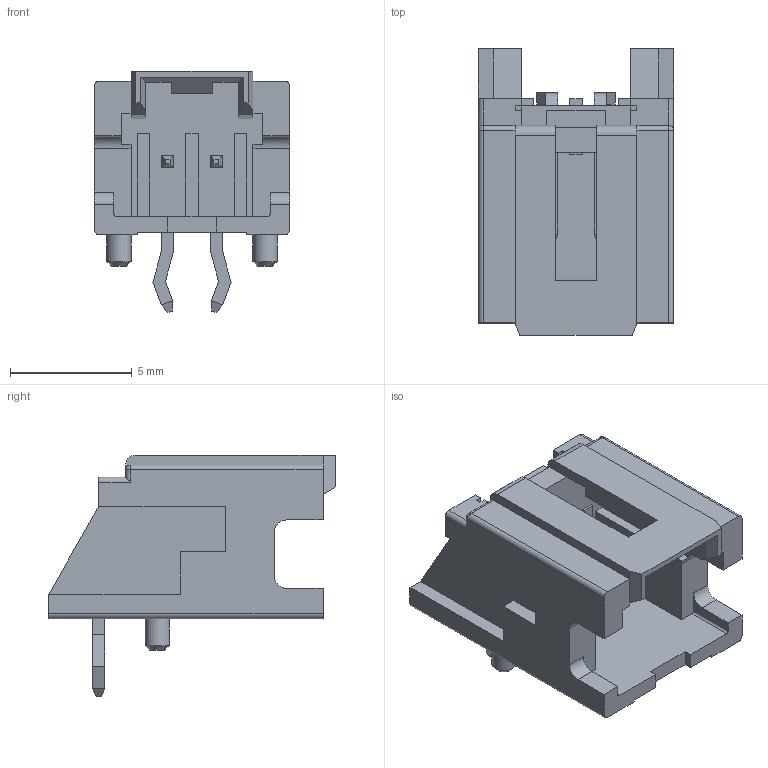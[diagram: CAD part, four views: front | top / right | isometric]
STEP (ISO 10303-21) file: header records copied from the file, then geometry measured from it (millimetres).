
FILE_DESCRIPTION(/* description */ (''),/* implementation_level */ '2;1');
FILE_NAME(/* name */ 'Molex - 559350210.step',/* time_stamp */ '2020-07-14T22:15:12+01:00',/* author */ (''),/* organization */ (''),/* preprocessor_version */ 'ST-DEVELOPER v18.1',/* originating_system */ 'Autodesk Translation Framework v9.3.0.1241',/* authorisation */ '');
FILE_SCHEMA (('AUTOMOTIVE_DESIGN { 1 0 10303 214 3 1 1 }'));
Length unit declared in the file: millimetre
Products named in the file (1): Molex - 559350210
Bounding box: 8 x 11.75 x 9.9 mm (x, y, z)
Volume: 250.6 mm3; surface area: 619 mm2
Topology: 1 solids, 1 shells, 203 faces, 546 edges, 350 vertices
Faces by surface type: plane 175, cylinder 24, sphere 2, cone 2
Full cylindrical faces by diameter (mm): 1 x2
Entity records: 6314 total; most frequent: CARTESIAN_POINT 1100, ORIENTED_EDGE 1092, DIRECTION 1006, EDGE_CURVE 546, LINE 494, VECTOR 494, VERTEX_POINT 350, AXIS2_PLACEMENT_3D 256
